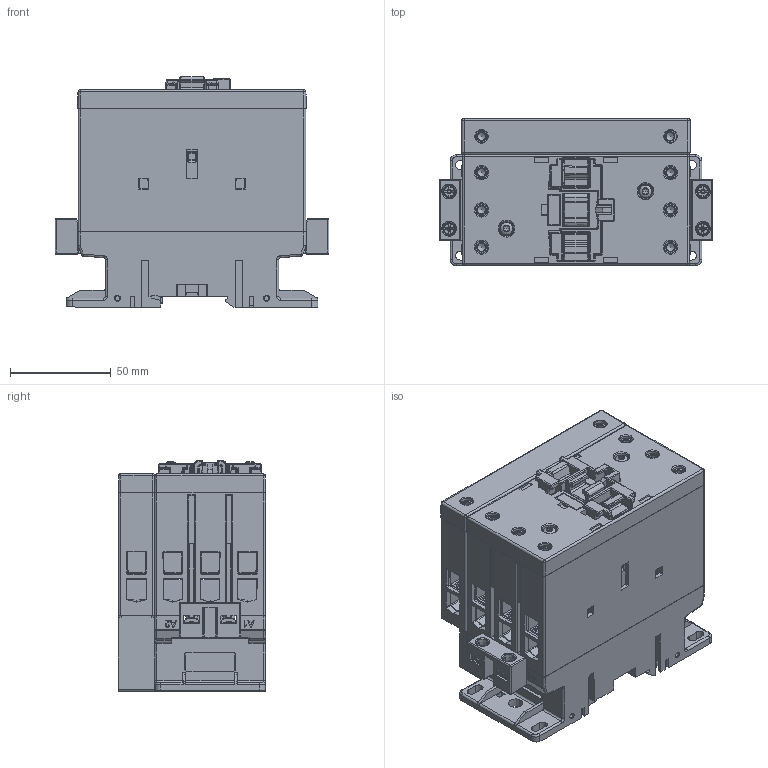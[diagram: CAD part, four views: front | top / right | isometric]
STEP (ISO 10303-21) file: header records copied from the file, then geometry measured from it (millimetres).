
FILE_DESCRIPTION(/* description */ (''),/* implementation_level */ '2;1');
FILE_NAME(/* name */ 'BF40T4-BF80T4.stp',/* time_stamp */ '2019-09-16T17:13:28+02:00',/* author */ (''),/* organization */ (''),/* preprocessor_version */ 'ST-DEVELOPER v16',/* originating_system */ 'SIEMENS PLM Software NX 10.0',/* authorisation */ '');
FILE_SCHEMA (('AP203_CONFIGURATION_CONTROLLED_3D_DESIGN_OF_MECHANICAL_PARTS_AND_ASSEMBLIES_MIM_LF { 1 0 10303 403 2 1 2}'));
Products named in the file (1): Rugg27349491wx32
Bounding box: 136 x 73 x 114.58 mm (x, y, z)
Surface area: 132774.5 mm2 (no closed solid volume)
Topology: 0 solids, 92 shells, 2380 faces, 10245 edges, 7594 vertices
Faces by surface type: plane 1277, cylinder 757, bspline 107, sphere 98, cone 88, torus 53
Full cylindrical faces by diameter (mm): 2 x1, 2.85 x4, 3 x2, 3.4 x2, 3.48 x4, 3.54 x4, 5.4 x1
Entity records: 109529 total; most frequent: CARTESIAN_POINT 28763, DIRECTION 16205, ORIENTED_EDGE 14947, EDGE_CURVE 10019, VERTEX_POINT 7562, LINE 6835, VECTOR 6835, AXIS2_PLACEMENT_3D 4685
